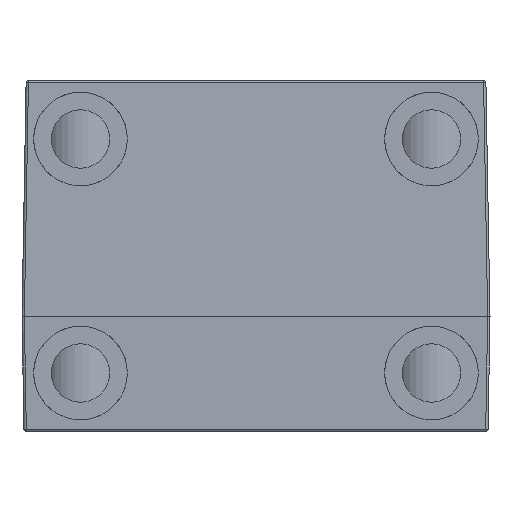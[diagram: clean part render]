
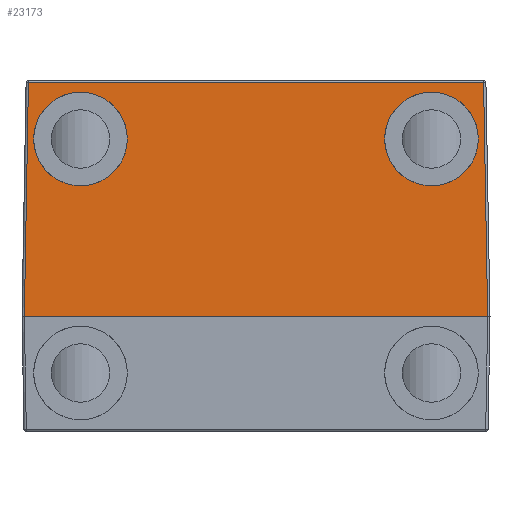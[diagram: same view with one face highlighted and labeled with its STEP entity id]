
A CAD part, front view. The second image highlights one B-rep face of the part: STEP entity #23173.
In plain terms, the highlighted face is planar.
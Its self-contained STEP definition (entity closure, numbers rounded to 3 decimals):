
#15228=CARTESIAN_POINT('',(-18.,20.2,19.8));
#15237=DIRECTION('',(0.,0.,1.));
#15238=VECTOR('',#15237,39.6);
#15239=CARTESIAN_POINT('',(-18.,20.2,-19.8));
#15240=LINE('',#15239,#15238);
#15248=CARTESIAN_POINT('',(-18.,20.2,-19.8));
#16696=CARTESIAN_POINT('',(-17.735,5.,19.));
#16697=CARTESIAN_POINT('',(-17.726,4.529,19.));
#16698=CARTESIAN_POINT('',(-17.709,3.51,
18.829));
#16699=CARTESIAN_POINT('',(-17.688,2.326,
18.066));
#16700=CARTESIAN_POINT('',(-17.676,1.627,
17.201));
#16701=CARTESIAN_POINT('',(-17.669,1.254,
16.478));
#16702=CARTESIAN_POINT('',(-17.666,1.042,
15.722));
#16703=CARTESIAN_POINT('',(-17.664,0.979,15.));
#16704=CARTESIAN_POINT('',(-17.666,1.042,
14.278));
#16705=CARTESIAN_POINT('',(-17.669,1.254,
13.522));
#16706=CARTESIAN_POINT('',(-17.676,1.627,
12.799));
#16707=CARTESIAN_POINT('',(-17.688,2.326,
11.934));
#16708=CARTESIAN_POINT('',(-17.709,3.51,
11.171));
#16709=CARTESIAN_POINT('',(-17.726,4.529,11.));
#16710=CARTESIAN_POINT('',(-17.735,5.,11.));
#16715=DIRECTION('',(0.017,-1.,0.017));
#16716=VECTOR('',#16715,20.01);
#16717=CARTESIAN_POINT('',(-18.,20.2,-19.8));
#16718=LINE('',#16717,#16716);
#16722=DIRECTION('',(0.017,-1.,-0.017));
#16723=VECTOR('',#16722,20.01);
#16724=CARTESIAN_POINT('',(-18.,20.2,19.8));
#16725=LINE('',#16724,#16723);
#16729=DIRECTION('',(0.,0.,-1.));
#16730=VECTOR('',#16729,38.902);
#16731=CARTESIAN_POINT('',(-17.651,0.197,
19.451));
#16732=LINE('',#16731,#16730);
#16736=CARTESIAN_POINT('',(-17.805,9.,15.));
#16737=CARTESIAN_POINT('',(-17.805,9.,15.333));
#16738=CARTESIAN_POINT('',(-17.803,8.921,
15.921));
#16739=CARTESIAN_POINT('',(-17.797,8.577,
16.911));
#16740=CARTESIAN_POINT('',(-17.785,7.885,
17.885));
#16741=CARTESIAN_POINT('',(-17.768,6.911,
18.577));
#16742=CARTESIAN_POINT('',(-17.751,5.921,
18.921));
#16743=CARTESIAN_POINT('',(-17.741,5.333,19.));
#16744=CARTESIAN_POINT('',(-17.735,5.,19.));
#16763=CARTESIAN_POINT('',(-17.735,5.,11.));
#16764=CARTESIAN_POINT('',(-17.741,5.333,11.));
#16765=CARTESIAN_POINT('',(-17.751,5.921,
11.079));
#16766=CARTESIAN_POINT('',(-17.768,6.911,
11.423));
#16767=CARTESIAN_POINT('',(-17.785,7.885,
12.115));
#16768=CARTESIAN_POINT('',(-17.797,8.577,
13.089));
#16769=CARTESIAN_POINT('',(-17.803,8.921,
14.079));
#16770=CARTESIAN_POINT('',(-17.805,9.,14.667));
#16771=CARTESIAN_POINT('',(-17.805,9.,15.));
#16776=CARTESIAN_POINT('',(-17.805,9.,-15.));
#16777=CARTESIAN_POINT('',(-17.805,9.,-14.667));
#16778=CARTESIAN_POINT('',(-17.803,8.921,
-14.079));
#16779=CARTESIAN_POINT('',(-17.797,8.577,
-13.089));
#16780=CARTESIAN_POINT('',(-17.785,7.885,
-12.115));
#16781=CARTESIAN_POINT('',(-17.768,6.911,
-11.423));
#16782=CARTESIAN_POINT('',(-17.751,5.921,
-11.079));
#16783=CARTESIAN_POINT('',(-17.741,5.333,-11.));
#16784=CARTESIAN_POINT('',(-17.735,5.,-11.));
#16803=CARTESIAN_POINT('',(-17.735,5.,-19.));
#16804=CARTESIAN_POINT('',(-17.741,5.333,-19.));
#16805=CARTESIAN_POINT('',(-17.751,5.921,
-18.921));
#16806=CARTESIAN_POINT('',(-17.768,6.911,
-18.577));
#16807=CARTESIAN_POINT('',(-17.785,7.885,
-17.885));
#16808=CARTESIAN_POINT('',(-17.797,8.577,
-16.911));
#16809=CARTESIAN_POINT('',(-17.803,8.921,
-15.921));
#16810=CARTESIAN_POINT('',(-17.805,9.,-15.333));
#16811=CARTESIAN_POINT('',(-17.805,9.,-15.));
#16816=CARTESIAN_POINT('',(-17.735,5.,-11.));
#16817=CARTESIAN_POINT('',(-17.726,4.529,-11.));
#16818=CARTESIAN_POINT('',(-17.709,3.51,
-11.171));
#16819=CARTESIAN_POINT('',(-17.688,2.326,
-11.934));
#16820=CARTESIAN_POINT('',(-17.676,1.627,
-12.799));
#16821=CARTESIAN_POINT('',(-17.669,1.254,
-13.522));
#16822=CARTESIAN_POINT('',(-17.666,1.042,
-14.278));
#16823=CARTESIAN_POINT('',(-17.664,0.979,-15.));
#16824=CARTESIAN_POINT('',(-17.666,1.042,
-15.722));
#16825=CARTESIAN_POINT('',(-17.669,1.254,
-16.478));
#16826=CARTESIAN_POINT('',(-17.676,1.627,
-17.201));
#16827=CARTESIAN_POINT('',(-17.688,2.326,
-18.066));
#16828=CARTESIAN_POINT('',(-17.709,3.51,
-18.829));
#16829=CARTESIAN_POINT('',(-17.726,4.529,-19.));
#16830=CARTESIAN_POINT('',(-17.735,5.,-19.));
#21451=CARTESIAN_POINT('',(-17.735,5.,-19.));
#21453=VERTEX_POINT('',#21451);
#21455=CARTESIAN_POINT('',(-17.735,5.,-11.));
#21457=VERTEX_POINT('',#21455);
#21459=VERTEX_POINT('',#16776);
#21516=CARTESIAN_POINT('',(-17.735,5.,11.));
#21518=VERTEX_POINT('',#21516);
#21520=CARTESIAN_POINT('',(-17.735,5.,19.));
#21522=VERTEX_POINT('',#21520);
#21524=VERTEX_POINT('',#16736);
#22162=VERTEX_POINT('',#15248);
#22163=CARTESIAN_POINT('',(-17.651,0.197,
-19.451));
#22164=VERTEX_POINT('',#22163);
#22167=CARTESIAN_POINT('',(-17.651,0.197,
19.451));
#22168=VERTEX_POINT('',#22167);
#22173=VERTEX_POINT('',#15228);
#23144=CARTESIAN_POINT('',(-18.,20.2,-21.69));
#23145=DIRECTION('',(-1.,-0.017,0.));
#23146=DIRECTION('',(0.,0.,1.));
#23147=AXIS2_PLACEMENT_3D('',#23144,#23145,#23146);
#23148=PLANE('',#23147);
#23150=ORIENTED_EDGE('',*,*,#23149,.F.);
#23151=ORIENTED_EDGE('',*,*,#22258,.T.);
#23153=ORIENTED_EDGE('',*,*,#23152,.T.);
#23155=ORIENTED_EDGE('',*,*,#23154,.T.);
#23156=EDGE_LOOP('',(#23150,#23151,#23153,#23155));
#23157=FACE_OUTER_BOUND('',#23156,.F.);
#23159=ORIENTED_EDGE('',*,*,#23158,.F.);
#23161=ORIENTED_EDGE('',*,*,#23160,.F.);
#23162=ORIENTED_EDGE('',*,*,#23134,.F.);
#23163=EDGE_LOOP('',(#23159,#23161,#23162));
#23164=FACE_BOUND('',#23163,.F.);
#23166=ORIENTED_EDGE('',*,*,#23165,.F.);
#23168=ORIENTED_EDGE('',*,*,#23167,.F.);
#23170=ORIENTED_EDGE('',*,*,#23169,.F.);
#23171=EDGE_LOOP('',(#23166,#23168,#23170));
#23172=FACE_BOUND('',#23171,.F.);
#23173=ADVANCED_FACE('',(#23157,#23164,#23172),#23148,.T.);
#16711=B_SPLINE_CURVE_WITH_KNOTS('',3,(#16696,#16697,#16698,#16699,#16700,
#16701,#16702,#16703,#16704,#16705,#16706,#16707,#16708,#16709,#16710),
.UNSPECIFIED.,.F.,.F.,(4,1,1,1,1,1,1,1,1,1,1,1,4),(0.,0.125,0.25,0.313,
0.375,0.438,0.5,0.563,0.625,0.688,0.75,0.875,1.),
.UNSPECIFIED.);
#16745=B_SPLINE_CURVE_WITH_KNOTS('',3,(#16736,#16737,#16738,#16739,#16740,
#16741,#16742,#16743,#16744),.UNSPECIFIED.,.F.,.F.,(4,1,1,1,1,1,4),(0.,
0.125,0.25,0.5,0.75,0.875,1.),.UNSPECIFIED.);
#16772=B_SPLINE_CURVE_WITH_KNOTS('',3,(#16763,#16764,#16765,#16766,#16767,
#16768,#16769,#16770,#16771),.UNSPECIFIED.,.F.,.F.,(4,1,1,1,1,1,4),(0.,
0.125,0.25,0.5,0.75,0.875,1.),.UNSPECIFIED.);
#16785=B_SPLINE_CURVE_WITH_KNOTS('',3,(#16776,#16777,#16778,#16779,#16780,
#16781,#16782,#16783,#16784),.UNSPECIFIED.,.F.,.F.,(4,1,1,1,1,1,4),(0.,
0.125,0.25,0.5,0.75,0.875,1.),.UNSPECIFIED.);
#16812=B_SPLINE_CURVE_WITH_KNOTS('',3,(#16803,#16804,#16805,#16806,#16807,
#16808,#16809,#16810,#16811),.UNSPECIFIED.,.F.,.F.,(4,1,1,1,1,1,4),(0.,
0.125,0.25,0.5,0.75,0.875,1.),.UNSPECIFIED.);
#16831=B_SPLINE_CURVE_WITH_KNOTS('',3,(#16816,#16817,#16818,#16819,#16820,
#16821,#16822,#16823,#16824,#16825,#16826,#16827,#16828,#16829,#16830),
.UNSPECIFIED.,.F.,.F.,(4,1,1,1,1,1,1,1,1,1,1,1,4),(0.,0.125,0.25,0.313,
0.375,0.438,0.5,0.563,0.625,0.688,0.75,0.875,1.),
.UNSPECIFIED.);
#22258=EDGE_CURVE('',#22162,#22173,#15240,.T.);
#23134=EDGE_CURVE('',#21522,#21518,#16711,.T.);
#23149=EDGE_CURVE('',#22162,#22164,#16718,.T.);
#23152=EDGE_CURVE('',#22173,#22168,#16725,.T.);
#23154=EDGE_CURVE('',#22168,#22164,#16732,.T.);
#23158=EDGE_CURVE('',#21524,#21522,#16745,.T.);
#23160=EDGE_CURVE('',#21518,#21524,#16772,.T.);
#23165=EDGE_CURVE('',#21459,#21457,#16785,.T.);
#23167=EDGE_CURVE('',#21453,#21459,#16812,.T.);
#23169=EDGE_CURVE('',#21457,#21453,#16831,.T.);
